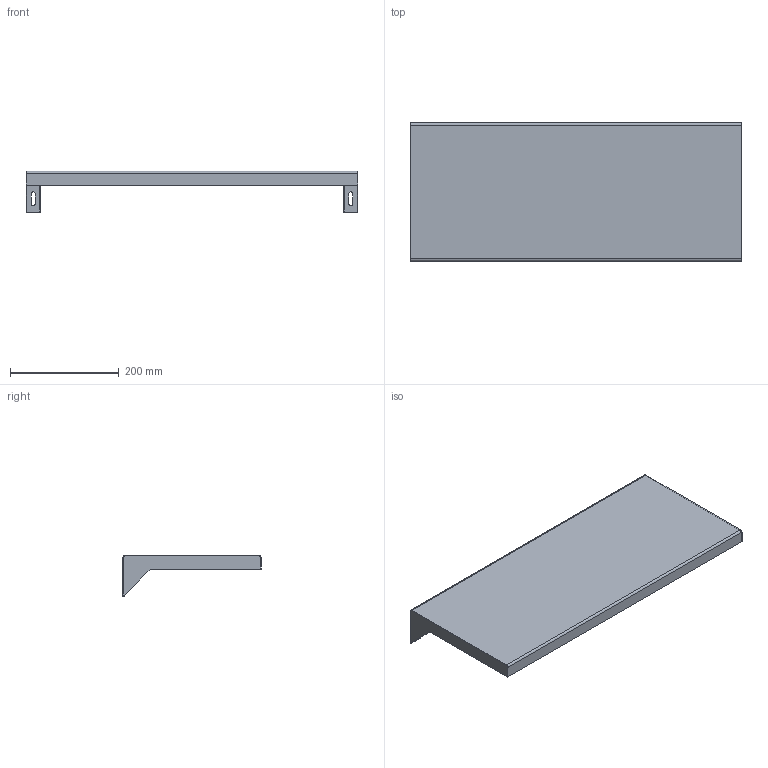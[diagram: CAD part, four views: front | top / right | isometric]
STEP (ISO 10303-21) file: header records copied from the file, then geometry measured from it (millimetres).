
FILE_DESCRIPTION (( 'STEP AP214' ), '1' );
FILE_NAME ('SCE-14W.STEP', '2021-01-24T14:24:45', ( '' ), ( '' ), 'SwSTEP 2.0', 'SolidWorks 2019', '' );
FILE_SCHEMA (( 'AUTOMOTIVE_DESIGN' ));
Length unit declared in the file: inch
Products named in the file (1): SCE-14W
Bounding box: 609.6 x 254 x 76.2 mm (x, y, z)
Volume: 253348.9 mm3; surface area: 401470.8 mm2
Topology: 1 solids, 1 shells, 43 faces, 123 edges, 82 vertices
Faces by surface type: plane 28, cylinder 13, bspline 2
Full cylindrical faces by diameter (mm): 7.137 x3
Entity records: 2084 total; most frequent: CARTESIAN_POINT 341, ORIENTED_EDGE 240, DIRECTION 224, EDGE_CURVE 120, VECTOR 88, LINE 88, VERTEX_POINT 82, AXIS2_PLACEMENT_3D 68
